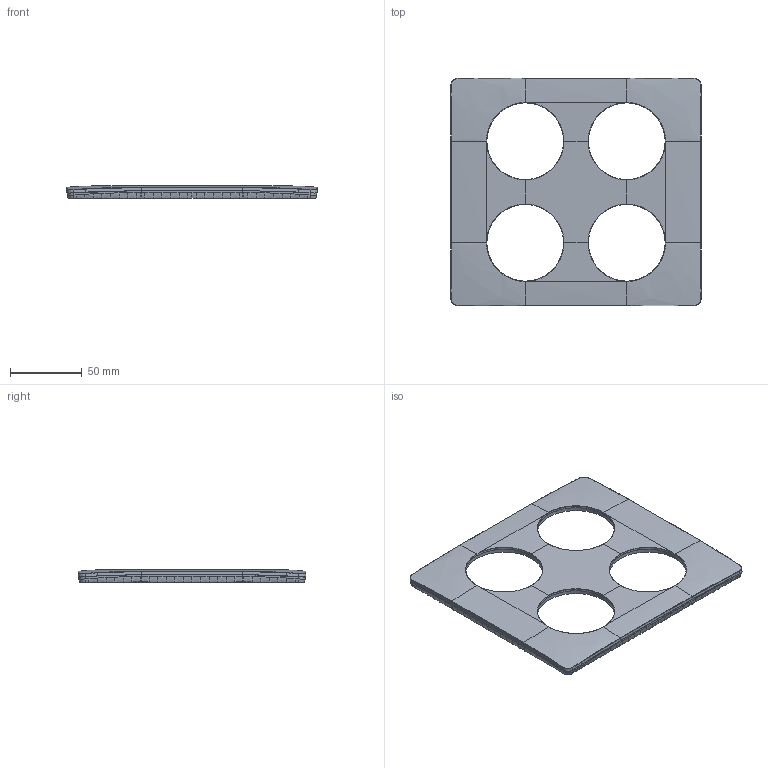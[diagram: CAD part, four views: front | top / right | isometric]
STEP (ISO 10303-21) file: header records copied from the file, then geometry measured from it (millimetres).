
FILE_DESCRIPTION(('CATIA V5 STEP Exchange','CAx-IF Rec.Pracs.--- Model Styling and Organization---1.5--- 2016-08-15','CAx-IF Rec.Pracs.---Supplemental Geometry---1.0---2011-11-01','CAx-IF Rec.Pracs.--- Composite Materials ---1.1---2010-07-15'),'2;1');
FILE_NAME('CP0009.stp','2023-07-19T08:58:38+00:00',('none'),('none'),'CATIA Version 5-6 Release 2020 SP3','CATIA V5 STEP AP214 v2','none');
FILE_SCHEMA(('AUTOMOTIVE_DESIGN { 1 0 10303 214 1 1 1 1 }'));
Products named in the file (1): ED09013 peau
Bounding box: 175 x 159 x 8.7 mm (x, y, z)
Volume: 46288.8 mm3; surface area: 98331.4 mm2
Topology: 1 solids, 2 shells, 678 faces, 1850 edges, 1178 vertices
Faces by surface type: bspline 536, cone 48, plane 38, torus 24, extrusion 16, cylinder 16
Entity records: 60187 total; most frequent: CARTESIAN_POINT 50854, ORIENTED_EDGE 3700, EDGE_CURVE 925, B_SPLINE_CURVE_WITH_KNOTS 811, EDGE_LOOP 696, ADVANCED_FACE 678, FACE_OUTER_BOUND 678, VERTEX_POINT 589
